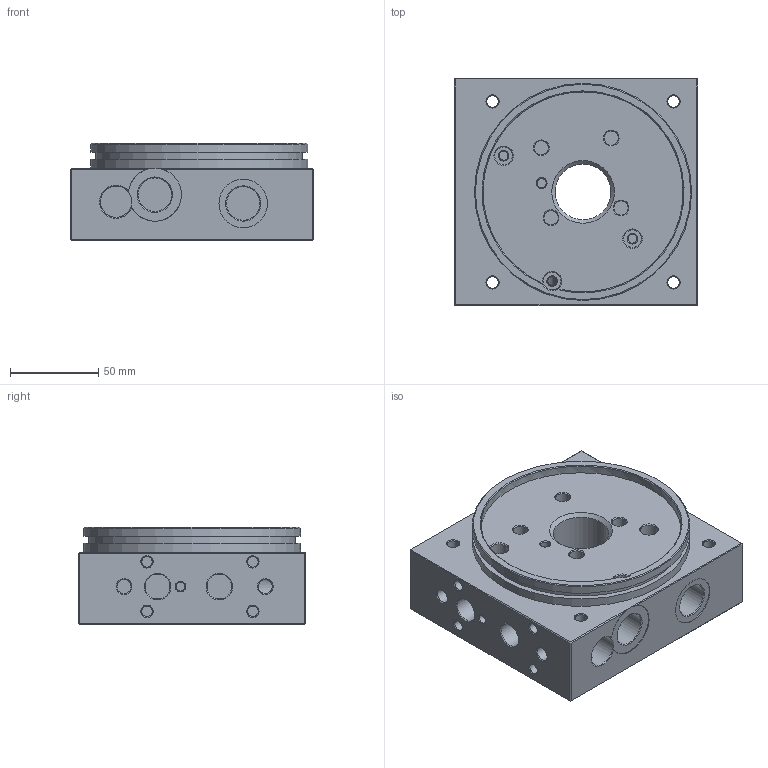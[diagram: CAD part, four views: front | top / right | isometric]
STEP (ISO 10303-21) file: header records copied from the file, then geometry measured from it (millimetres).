
FILE_DESCRIPTION(/* description */ ('Unknown'),/* implementation_level */ '2;1');
FILE_NAME(/* name */ 'CU.20109',/* time_stamp */ '2017-01-12T09:57:07+01:00',/* author */ ('Unknown'),/* organization */ ('Unknown'),/* preprocessor_version */ 'ST-DEVELOPER v16.7',/* originating_system */ 'DEX',/* authorisation */ $);
FILE_SCHEMA (('CONFIG_CONTROL_DESIGN'));
Length unit declared in the file: millimetre
Products named in the file (1): CU.20109
Bounding box: 138 x 129 x 55 mm (x, y, z)
Volume: 705631.6 mm3; surface area: 93739.2 mm2
Topology: 1 solids, 1 shells, 192 faces, 407 edges, 255 vertices
Faces by surface type: plane 76, cone 60, cylinder 56
Full cylindrical faces by diameter (mm): 5 x14, 5.2 x1, 6 x4, 6.5 x4, 8 x6, 10 x9, 12.5 x3, 12.8 x1, 14 x2, 17.8 x1, 19 x2, 27.5 x1, 31.5 x1, 70.5 x1, 117 x1, 123 x2
Entity records: 5719 total; most frequent: DIRECTION 797, CARTESIAN_POINT 794, ORIENTED_EDGE 500, AXIS2_PLACEMENT_3D 368, EDGE_LOOP 367, FACE_BOUND 367, EDGE_CURVE 250, VERTEX_POINT 209
